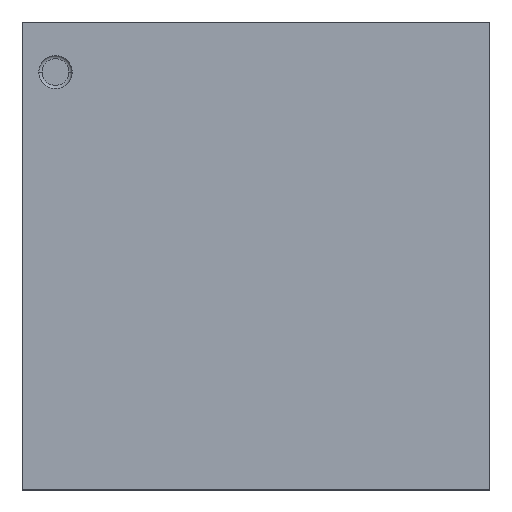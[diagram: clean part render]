
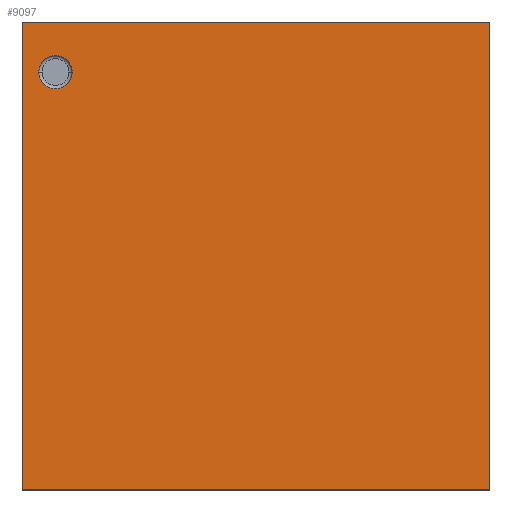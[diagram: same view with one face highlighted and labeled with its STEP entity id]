
A CAD part, top view. The second image highlights one B-rep face of the part: STEP entity #9097.
In plain terms, the highlighted planar face has unit normal (0, 0, 1).
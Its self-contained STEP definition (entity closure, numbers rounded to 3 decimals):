
#8919 = CARTESIAN_POINT ( 'NONE',  ( -2.75, 2.75, 1.05 ) ) ;
#8920 = VERTEX_POINT ( 'NONE', #8919 ) ;
#8928 = CARTESIAN_POINT ( 'NONE',  ( -3.25, 2.75, 1.05 ) ) ;
#8929 = VERTEX_POINT ( 'NONE', #8928 ) ;
#8930 = CARTESIAN_POINT ( 'NONE',  ( -3., 2.75, 1.05 ) ) ;
#8931 = DIRECTION ( 'NONE',  ( 0., 0., 1. ) ) ;
#8932 = DIRECTION ( 'NONE',  ( -1., 0., 0. ) ) ;
#8933 = AXIS2_PLACEMENT_3D ( 'NONE', #8930, #8931, #8932 ) ;
#8934 = CIRCLE ( 'NONE', #8933, 0.25) ;
#8935 = EDGE_CURVE ( 'NONE', #8920, #8929, #8934, .T. ) ;
#8962 = CARTESIAN_POINT ( 'NONE',  ( -3.5, 3.5, 1.05 ) ) ;
#8963 = VERTEX_POINT ( 'NONE', #8962 ) ;
#8970 = CARTESIAN_POINT ( 'NONE',  ( 3.5, 3.5, 1.05 ) ) ;
#8971 = VERTEX_POINT ( 'NONE', #8970 ) ;
#8972 = CARTESIAN_POINT ( 'NONE',  ( -3.5, 3.5, 1.05 ) ) ;
#8973 = DIRECTION ( 'NONE',  ( -1., 0., 0. ) ) ;
#8974 = VECTOR ( 'NONE', #8973, 1000. ) ;
#8975 = LINE ( 'NONE', #8972, #8974 ) ;
#8976 = EDGE_CURVE ( 'NONE', #8971, #8963, #8975, .T. ) ;
#9000 = CARTESIAN_POINT ( 'NONE',  ( -3.5, -3.5, 1.05 ) ) ;
#9001 = VERTEX_POINT ( 'NONE', #9000 ) ;
#9008 = CARTESIAN_POINT ( 'NONE',  ( -3.5, -3.5, 1.05 ) ) ;
#9009 = DIRECTION ( 'NONE',  ( 0., -1., 0. ) ) ;
#9010 = VECTOR ( 'NONE', #9009, 1000. ) ;
#9011 = LINE ( 'NONE', #9008, #9010 ) ;
#9012 = EDGE_CURVE ( 'NONE', #8963, #9001, #9011, .T. ) ;
#9031 = CARTESIAN_POINT ( 'NONE',  ( 3.5, -3.5, 1.05 ) ) ;
#9032 = VERTEX_POINT ( 'NONE', #9031 ) ;
#9039 = CARTESIAN_POINT ( 'NONE',  ( -3.5, -3.5, 1.05 ) ) ;
#9040 = DIRECTION ( 'NONE',  ( 1., 0., 0. ) ) ;
#9041 = VECTOR ( 'NONE', #9040, 1000. ) ;
#9042 = LINE ( 'NONE', #9039, #9041 ) ;
#9043 = EDGE_CURVE ( 'NONE', #9001, #9032, #9042, .T. ) ;
#9061 = CARTESIAN_POINT ( 'NONE',  ( 3.5, -3.5, 1.05 ) ) ;
#9062 = DIRECTION ( 'NONE',  ( 0., 1., 0. ) ) ;
#9063 = VECTOR ( 'NONE', #9062, 1000. ) ;
#9064 = LINE ( 'NONE', #9061, #9063 ) ;
#9065 = EDGE_CURVE ( 'NONE', #9032, #8971, #9064, .T. ) ;
#9076 = CARTESIAN_POINT ( 'NONE',  ( -3., 2.75, 1.05 ) ) ;
#9077 = DIRECTION ( 'NONE',  ( 0., 0., 1. ) ) ;
#9078 = DIRECTION ( 'NONE',  ( -1., 0., 0. ) ) ;
#9079 = AXIS2_PLACEMENT_3D ( 'NONE', #9076, #9077, #9078 ) ;
#9080 = CIRCLE ( 'NONE', #9079, 0.25) ;
#9081 = EDGE_CURVE ( 'NONE', #8929, #8920, #9080, .T. ) ;
#9082 = ORIENTED_EDGE ( 'NONE', *, *, #9081, .F. ) ;
#9083 = ORIENTED_EDGE ( 'NONE', *, *, #8935, .F. ) ;
#9084 = EDGE_LOOP ( 'NONE', ( #9082, #9083 ) ) ;
#9085 = FACE_BOUND ( 'NONE', #9084, .T. ) ;
#9086 = ORIENTED_EDGE ( 'NONE', *, *, #8976, .T. ) ;
#9087 = ORIENTED_EDGE ( 'NONE', *, *, #9012, .T. ) ;
#9088 = ORIENTED_EDGE ( 'NONE', *, *, #9043, .T. ) ;
#9089 = ORIENTED_EDGE ( 'NONE', *, *, #9065, .T. ) ;
#9090 = EDGE_LOOP ( 'NONE', ( #9086, #9087, #9088, #9089 ) ) ;
#9091 = FACE_OUTER_BOUND ( 'NONE', #9090, .T. ) ;
#9092 = CARTESIAN_POINT ( 'NONE',  ( 0., 0., 1.05 ) ) ;
#9093 = DIRECTION ( 'NONE',  ( 0., 0., 1. ) ) ;
#9094 = DIRECTION ( 'NONE',  ( -1., 0., 0. ) ) ;
#9095 = AXIS2_PLACEMENT_3D ( 'NONE', #9092, #9093, #9094 ) ;
#9096 = PLANE ( 'NONE', #9095 ) ;
#9097 = ADVANCED_FACE ( 'NONE', ( #9085, #9091 ), #9096, .T. ) ;
